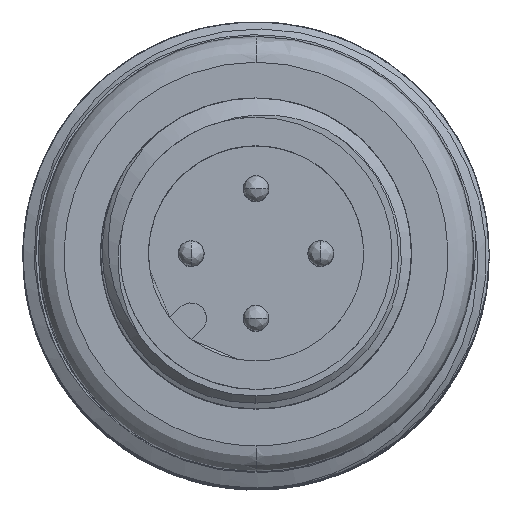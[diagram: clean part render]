
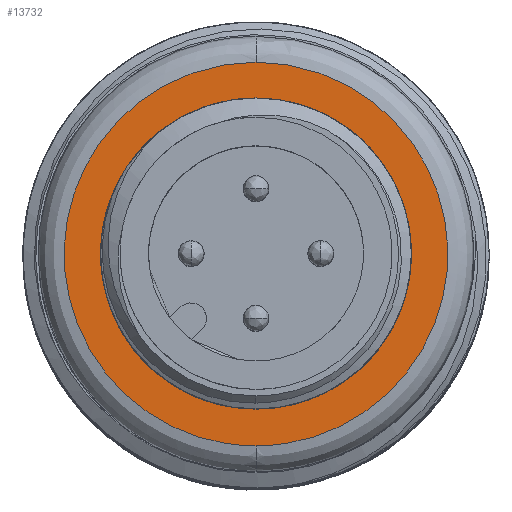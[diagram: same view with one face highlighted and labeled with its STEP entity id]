
A CAD part, top view. The second image highlights one B-rep face of the part: STEP entity #13732.
In plain terms, the highlighted free-form (B-spline) face has degree [1, 1] with [2, 2] control points.
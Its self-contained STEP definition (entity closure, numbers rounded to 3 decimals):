
#13666=CARTESIAN_POINT('',(0.,-7.4,65.5));
#13667=VERTEX_POINT('',#13666);
#13675=CARTESIAN_POINT('',(0.,7.4,65.5));
#13676=VERTEX_POINT('',#13675);
#13683=CARTESIAN_POINT('',(0.,7.4,65.5));
#13684=CARTESIAN_POINT('',(7.4,7.4,65.5));
#13685=CARTESIAN_POINT('',(7.4,0.,65.5));
#13686=CARTESIAN_POINT('',(7.4,-7.4,65.5));
#13687=CARTESIAN_POINT('',(0.,-7.4,65.5));
#13688=(BOUNDED_CURVE()B_SPLINE_CURVE(2,(#13683,#13684,#13685,#13686,#13687),.CIRCULAR_ARC.,.F.,.U.)B_SPLINE_CURVE_WITH_KNOTS((3,2,3),(0.,0.5,1.),.UNSPECIFIED.)CURVE()GEOMETRIC_REPRESENTATION_ITEM()RATIONAL_B_SPLINE_CURVE((1.,0.707,1.,0.707,1.))REPRESENTATION_ITEM(''));
#13689=EDGE_CURVE('',#13676,#13667,#13688,.T.);
#13694=CARTESIAN_POINT('',(20.93,-20.93,65.5));
#13695=CARTESIAN_POINT('',(-20.93,-20.93,65.5));
#13696=CARTESIAN_POINT('',(20.93,20.93,65.5));
#13697=CARTESIAN_POINT('',(-20.93,20.93,65.5));
#13698=B_SPLINE_SURFACE_WITH_KNOTS('',1,1,((#13694,#13695),(#13696,#13697)),.PLANE_SURF.,.F.,.F.,.U.,(2,2),(2,2),(0.,1.),(0.,1.),.UNSPECIFIED.);
#13699=ORIENTED_EDGE('',*,*,#13689,.F.);
#13700=CARTESIAN_POINT('',(0.,7.4,65.5));
#13701=CARTESIAN_POINT('',(-7.4,7.4,65.5));
#13702=CARTESIAN_POINT('',(-7.4,0.,65.5));
#13703=CARTESIAN_POINT('',(-7.4,-7.4,65.5));
#13704=CARTESIAN_POINT('',(0.,-7.4,65.5));
#13705=(BOUNDED_CURVE()B_SPLINE_CURVE(2,(#13700,#13701,#13702,#13703,#13704),.CIRCULAR_ARC.,.F.,.U.)B_SPLINE_CURVE_WITH_KNOTS((3,2,3),(0.,0.5,1.),.UNSPECIFIED.)CURVE()GEOMETRIC_REPRESENTATION_ITEM()RATIONAL_B_SPLINE_CURVE((1.,0.707,1.,0.707,1.))REPRESENTATION_ITEM(''));
#13706=EDGE_CURVE('',#13676,#13667,#13705,.T.);
#13707=ORIENTED_EDGE('',*,*,#13706,.T.);
#13708=EDGE_LOOP('',(#13699,#13707));
#13709=FACE_OUTER_BOUND('',#13708,.T.);
#13710=CARTESIAN_POINT('',(0.,5.25,65.5));
#13711=VERTEX_POINT('',#13710);
#13712=CARTESIAN_POINT('',(0.,-5.25,65.5));
#13713=VERTEX_POINT('',#13712);
#13714=CARTESIAN_POINT('',(0.,5.25,65.5));
#13715=CARTESIAN_POINT('',(5.25,5.25,65.5));
#13716=CARTESIAN_POINT('',(5.25,0.,65.5));
#13717=CARTESIAN_POINT('',(5.25,-5.25,65.5));
#13718=CARTESIAN_POINT('',(0.,-5.25,65.5));
#13719=(BOUNDED_CURVE()B_SPLINE_CURVE(2,(#13714,#13715,#13716,#13717,#13718),.CIRCULAR_ARC.,.F.,.U.)B_SPLINE_CURVE_WITH_KNOTS((3,2,3),(0.,0.5,1.),.UNSPECIFIED.)CURVE()GEOMETRIC_REPRESENTATION_ITEM()RATIONAL_B_SPLINE_CURVE((1.,0.707,1.,0.707,1.))REPRESENTATION_ITEM(''));
#13720=EDGE_CURVE('',#13711,#13713,#13719,.T.);
#13721=ORIENTED_EDGE('',*,*,#13720,.T.);
#13722=CARTESIAN_POINT('',(0.,-5.25,65.5));
#13723=CARTESIAN_POINT('',(-5.25,-5.25,65.5));
#13724=CARTESIAN_POINT('',(-5.25,0.,65.5));
#13725=CARTESIAN_POINT('',(-5.25,5.25,65.5));
#13726=CARTESIAN_POINT('',(0.,5.25,65.5));
#13727=(BOUNDED_CURVE()B_SPLINE_CURVE(2,(#13722,#13723,#13724,#13725,#13726),.CIRCULAR_ARC.,.F.,.U.)B_SPLINE_CURVE_WITH_KNOTS((3,2,3),(0.,0.5,1.),.UNSPECIFIED.)CURVE()GEOMETRIC_REPRESENTATION_ITEM()RATIONAL_B_SPLINE_CURVE((1.,0.707,1.,0.707,1.))REPRESENTATION_ITEM(''));
#13728=EDGE_CURVE('',#13713,#13711,#13727,.T.);
#13729=ORIENTED_EDGE('',*,*,#13728,.T.);
#13730=EDGE_LOOP('',(#13721,#13729));
#13731=FACE_BOUND('',#13730,.T.);
#13732=ADVANCED_FACE('',(#13709,#13731),#13698,.T.);
